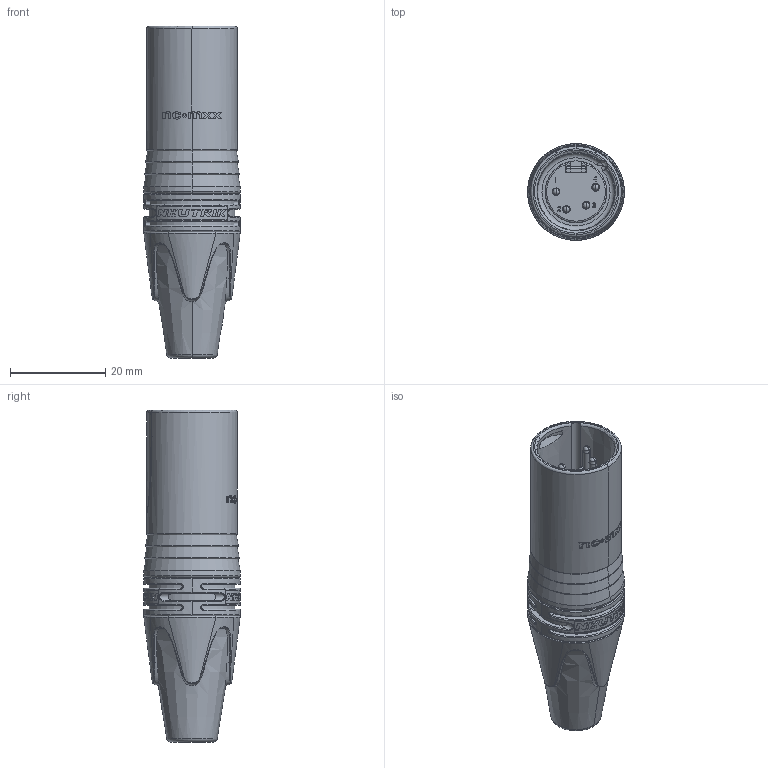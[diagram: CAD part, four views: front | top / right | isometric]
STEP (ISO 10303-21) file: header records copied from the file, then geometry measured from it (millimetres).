
FILE_DESCRIPTION((''),'2;1');
FILE_NAME('30010468','2023-04-18T12:02:39',('SYSTEM'),(''),'CREO PARAMETRIC BY PTC INC, 2021184','CREO PARAMETRIC BY PTC INC, 2021184','');
FILE_SCHEMA(('CONFIG_CONTROL_DESIGN'));
Length unit declared in the file: millimetre
Products named in the file (1): 30010468
Bounding box: 20.33 x 20.33 x 69.64 mm (x, y, z)
Volume: 14516 mm3; surface area: 5706.1 mm2
Topology: 1 solids, 1 shells, 717 faces, 1869 edges, 1204 vertices
Faces by surface type: plane 343, extrusion 119, bspline 113, cylinder 77, torus 32, cone 25, sphere 8
Entity records: 32063 total; most frequent: CARTESIAN_POINT 15713, ORIENTED_EDGE 3722, DIRECTION 2760, EDGE_CURVE 1861, VERTEX_POINT 1204, VECTOR 988, AXIS2_PLACEMENT_3D 886, LINE 869
